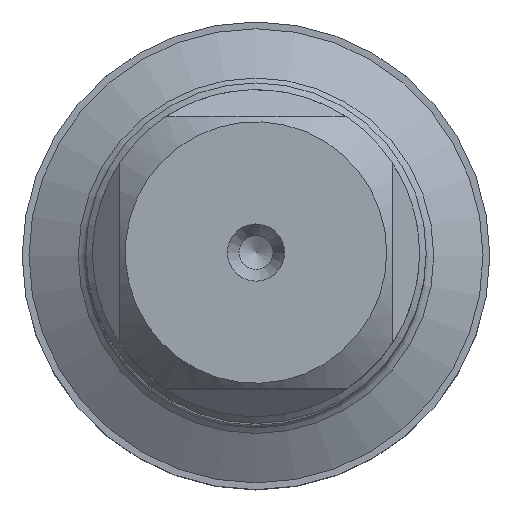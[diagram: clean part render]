
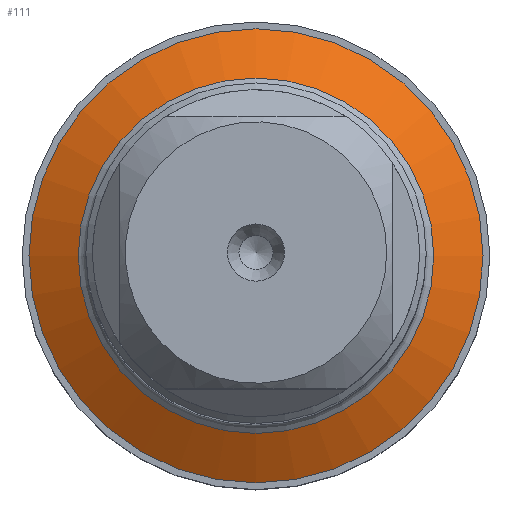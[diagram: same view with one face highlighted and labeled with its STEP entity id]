
A CAD part, top view. The second image highlights one B-rep face of the part: STEP entity #111.
In plain terms, the highlighted conical face has half-angle 60 degrees and reference radius 12.35 mm.
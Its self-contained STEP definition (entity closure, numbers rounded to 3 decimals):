
#98=CONICAL_SURFACE('',#500,12.35,60.);
#111=ADVANCED_FACE('',(#154,#155),#98,.T.);
#154=FACE_BOUND('',#196,.T.);
#155=FACE_BOUND('',#197,.T.);
#196=EDGE_LOOP('',(#268));
#197=EDGE_LOOP('',(#269));
#268=ORIENTED_EDGE('',*,*,#389,.T.);
#269=ORIENTED_EDGE('',*,*,#390,.F.);
#347=VERTEX_POINT('',#786);
#348=VERTEX_POINT('',#788);
#389=EDGE_CURVE('',#347,#347,#417,.T.);
#390=EDGE_CURVE('',#348,#348,#418,.T.);
#417=CIRCLE('',#498,13.05);
#418=CIRCLE('',#499,16.67);
#498=AXIS2_PLACEMENT_3D('',#785,#593,#594);
#499=AXIS2_PLACEMENT_3D('',#787,#595,#596);
#500=AXIS2_PLACEMENT_3D('',#789,#597,#598);
#593=DIRECTION('',(0.,0.,-1.));
#594=DIRECTION('',(-1.,0.,0.));
#595=DIRECTION('',(0.,0.,-1.));
#596=DIRECTION('',(-1.,0.,0.));
#597=DIRECTION('',(0.,0.,-1.));
#598=DIRECTION('',(-1.,0.,0.));
#785=CARTESIAN_POINT('',(0.,0.,-135.621));
#786=CARTESIAN_POINT('',(-13.05,0.,-135.621));
#787=CARTESIAN_POINT('',(0.,0.,-137.711));
#788=CARTESIAN_POINT('',(-16.67,0.,-137.711));
#789=CARTESIAN_POINT('',(0.,0.,-135.217));
